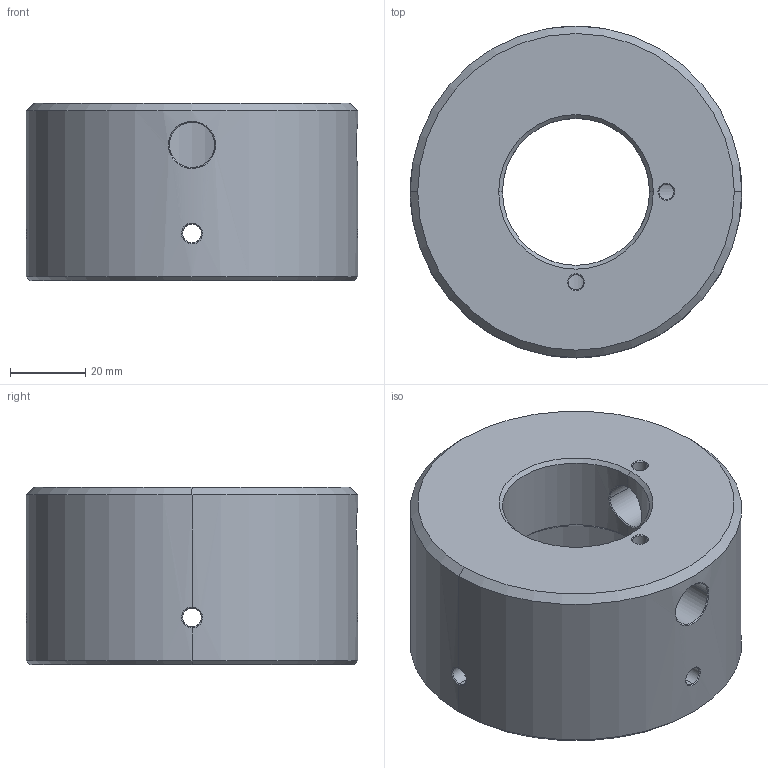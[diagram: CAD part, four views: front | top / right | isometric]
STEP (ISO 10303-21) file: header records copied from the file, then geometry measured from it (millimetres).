
FILE_DESCRIPTION((''),'2;1');
FILE_NAME('SENSORCOLLARV2','2022-08-10T15:26:59',('wshq'),(''),'CREO PARAMETRIC BY PTC INC, 2020281','CREO PARAMETRIC BY PTC INC, 2020281','');
FILE_SCHEMA(('CONFIG_CONTROL_DESIGN'));
Length unit declared in the file: millimetre
Products named in the file (1): SENSORCOLLARV2
Bounding box: 88 x 88 x 47 mm (x, y, z)
Volume: 132780.7 mm3; surface area: 32135.4 mm2
Topology: 1 solids, 1 shells, 73 faces, 172 edges, 96 vertices
Faces by surface type: bspline 32, cylinder 22, cone 16, plane 3
Entity records: 4944 total; most frequent: CARTESIAN_POINT 3425, ORIENTED_EDGE 344, DIRECTION 222, EDGE_CURVE 172, VERTEX_POINT 96, EDGE_LOOP 86, VECTOR 76, LINE 76
